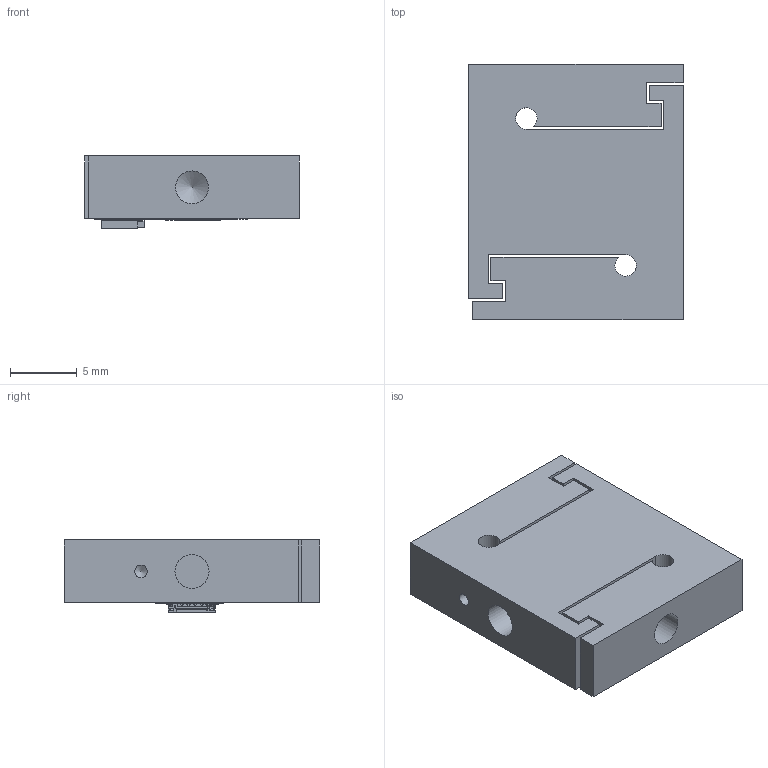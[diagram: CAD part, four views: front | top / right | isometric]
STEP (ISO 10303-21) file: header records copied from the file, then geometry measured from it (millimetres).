
FILE_DESCRIPTION(/* description */ (''),/* implementation_level */ '2;1');
FILE_NAME(/* name */ 'LSB205 OEM 1-25lb.stp',/* time_stamp */ '2020-10-28T09:39:03-07:00',/* author */ ('maciej'),/* organization */ (''),/* preprocessor_version */ 'ST-DEVELOPER v18.1',/* originating_system */ 'Autodesk Inventor 2020',/* authorisation */ '');
FILE_SCHEMA (('AUTOMOTIVE_DESIGN { 1 0 10303 214 3 1 1 }'));
Length unit declared in the file: inch
Products named in the file (1): LSB205 OEM Assembly Low Cap_Shrinkwrap_1
Bounding box: 16 x 19.05 x 5.39 mm (x, y, z)
Volume: 1329.5 mm3; surface area: 1515.5 mm2
Topology: 1 solids, 1 shells, 359 faces, 1171 edges, 805 vertices
Faces by surface type: plane 301, cylinder 55, cone 3
Full cylindrical faces by diameter (mm): 0.94 x1, 1.323 x1, 2.464 x2, 2.54 x1
Entity records: 13361 total; most frequent: CARTESIAN_POINT 2384, ORIENTED_EDGE 2336, DIRECTION 2012, EDGE_CURVE 1168, LINE 1038, VECTOR 1038, VERTEX_POINT 805, AXIS2_PLACEMENT_3D 487
